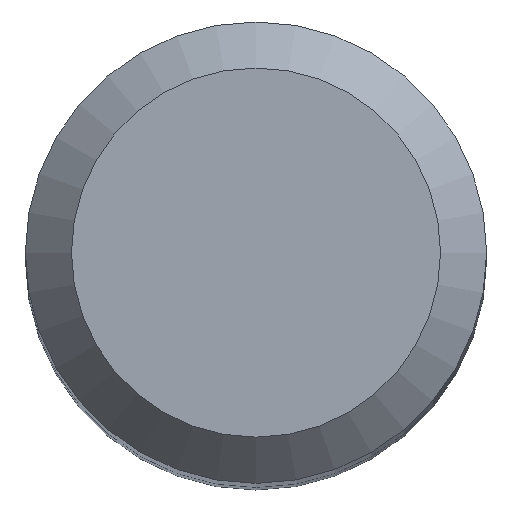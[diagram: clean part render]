
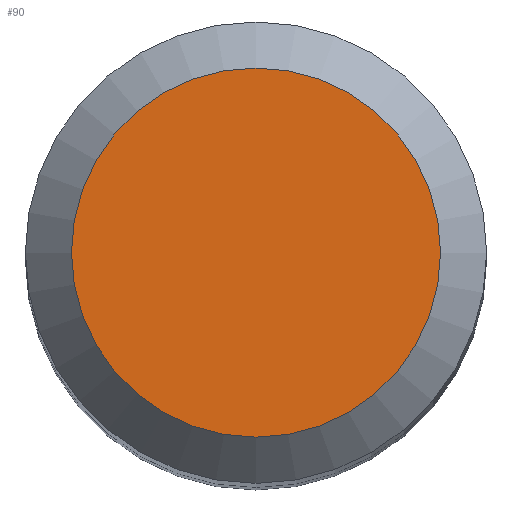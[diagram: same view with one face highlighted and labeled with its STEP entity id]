
A CAD part, top view. The second image highlights one B-rep face of the part: STEP entity #90.
In plain terms, the highlighted planar face has unit normal (0, 0, 1).
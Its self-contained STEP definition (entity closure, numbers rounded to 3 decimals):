
#5 = ORIENTED_EDGE ( 'NONE', *, *, #100, .F. ) ;
#8 = PLANE ( 'NONE',  #59 ) ;
#13 = CARTESIAN_POINT ( 'NONE',  ( 0., 2.4, 50. ) ) ;
#17 = DIRECTION ( 'NONE',  ( 0., 1., 0. ) ) ;
#34 = VERTEX_POINT ( 'NONE', #13 ) ;
#37 = CIRCLE ( 'NONE', #168, 2.4 ) ;
#41 = CARTESIAN_POINT ( 'NONE',  ( 0., 0., 50. ) ) ;
#59 = AXIS2_PLACEMENT_3D ( 'NONE', #76, #124, #180 ) ;
#74 = FACE_OUTER_BOUND ( 'NONE', #145, .T. ) ;
#76 = CARTESIAN_POINT ( 'NONE',  ( 0., 0., 50. ) ) ;
#90 = ADVANCED_FACE ( 'NONE', ( #74 ), #8, .F. ) ;
#100 = EDGE_CURVE ( 'NONE', #34, #34, #37, .T. ) ;
#106 = DIRECTION ( 'NONE',  ( 0., 0., -1. ) ) ;
#124 = DIRECTION ( 'NONE',  ( 0., 0., -1. ) ) ;
#145 = EDGE_LOOP ( 'NONE', ( #5 ) ) ;
#168 = AXIS2_PLACEMENT_3D ( 'NONE', #41, #106, #17 ) ;
#180 = DIRECTION ( 'NONE',  ( 0., 1., 0. ) ) ;
